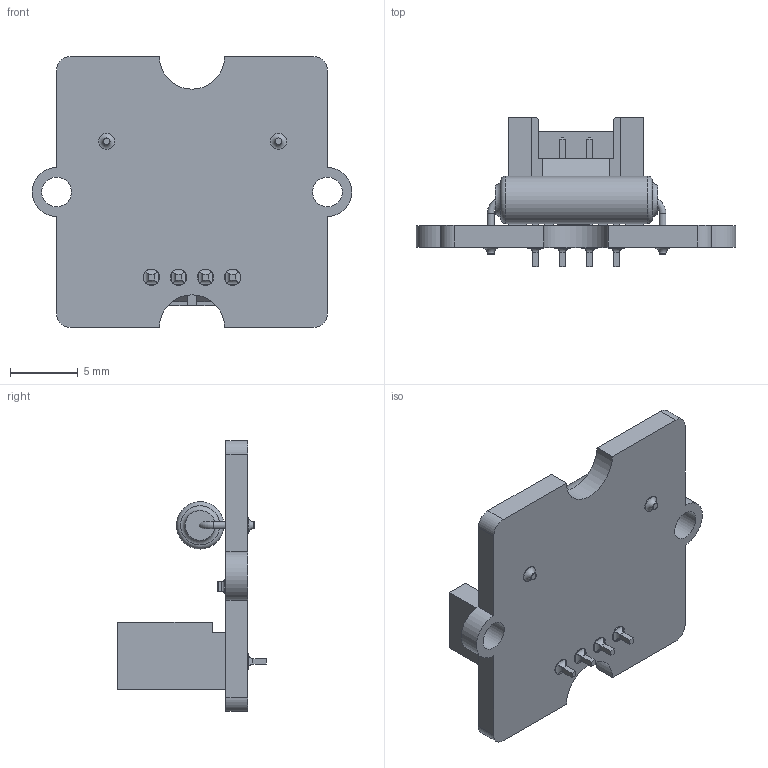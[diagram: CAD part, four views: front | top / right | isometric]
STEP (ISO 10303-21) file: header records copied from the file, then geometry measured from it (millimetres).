
FILE_DESCRIPTION (( 'STEP AP214' ), '1' );
FILE_NAME ('Grove Tilt switch.STEP', '2024-01-16T16:54:44', ( '' ), ( '' ), 'SwSTEP 2.0', 'SolidWorks 2020', '' );
FILE_SCHEMA (( 'AUTOMOTIVE_DESIGN' ));
Length unit declared in the file: millimetre
Products named in the file (5): 603 resistor 103; Connecteur Grove (droit); Grove Tilt switch; PCB grove 20x20; Tilt
Assembly tree (4 placements, depth 2):
  Grove Tilt switch
    PCB grove 20x20
    Connecteur Grove (droit)
    Tilt
    603 resistor 103
Bounding box: 23.6 x 11 x 20 mm (x, y, z)
Volume: 877.9 mm3; surface area: 1682.1 mm2
Topology: 13 solids, 13 shells, 302 faces, 750 edges, 486 vertices
Faces by surface type: plane 223, cylinder 47, bspline 24, torus 8
Full cylindrical faces by diameter (mm): 0.5 x6, 1.2 x6, 2.2 x2, 3.5 x1
Entity records: 11891 total; most frequent: CARTESIAN_POINT 3150, ORIENTED_EDGE 1438, DIRECTION 1267, EDGE_CURVE 719, VECTOR 541, LINE 541, VERTEX_POINT 478, AXIS2_PLACEMENT_3D 363
